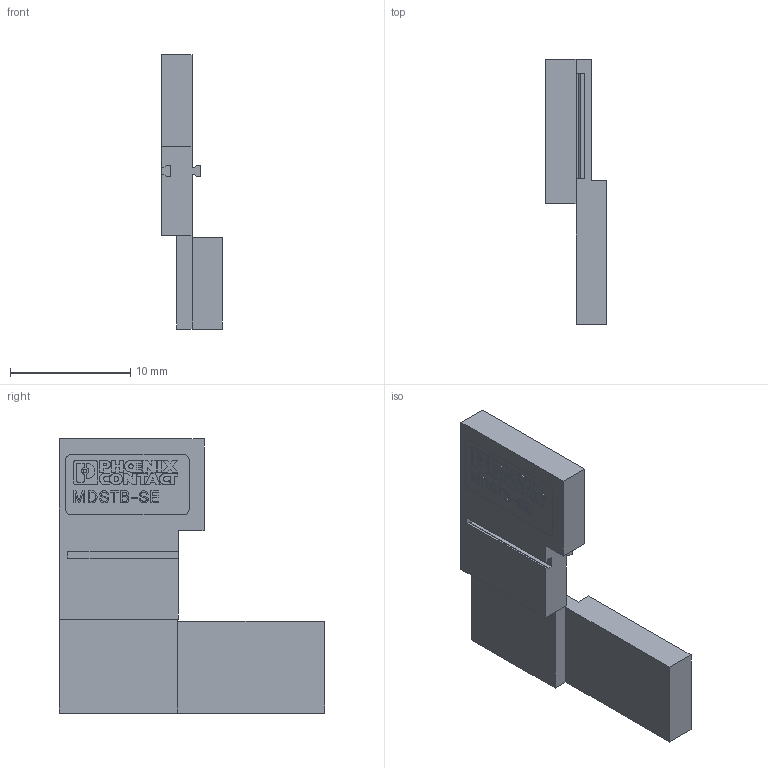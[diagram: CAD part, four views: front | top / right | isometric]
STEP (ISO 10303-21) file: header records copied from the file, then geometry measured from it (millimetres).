
FILE_DESCRIPTION(('Creo Elements/Direct Modeling STEP Export'),'2;1');
FILE_NAME('model.stp','2018-09-18T 7:45:31',(''),(''),'Creo Elements/Direct Modeling STEP processor for AP214 (Solid Model)','Creo Elements/Direct Modeling 18.1I 14-Aug-2016 (C) Parametric Technology GmbH','');
FILE_SCHEMA(('AUTOMOTIVE_DESIGN { 1 0 10303 214 1 1 1 1 }'));
Length unit declared in the file: millimetre
Products named in the file (2): MDSTB-SE
Assembly tree (1 placements, depth 2):
  MDSTB-SE
    MDSTB-SE
Bounding box: 5 x 22 x 22.75 mm (x, y, z)
Volume: 825.8 mm3; surface area: 987.5 mm2
Topology: 1 solids, 1 shells, 679 faces, 1934 edges, 1289 vertices
Faces by surface type: plane 443, cylinder 236
Entity records: 27464 total; most frequent: CARTESIAN_POINT 3883, ORIENTED_EDGE 3868, DIRECTION 3726, EDGE_CURVE 1934, VECTOR 1462, LINE 1462, VERTEX_POINT 1289, AXIS2_PLACEMENT_3D 1132
